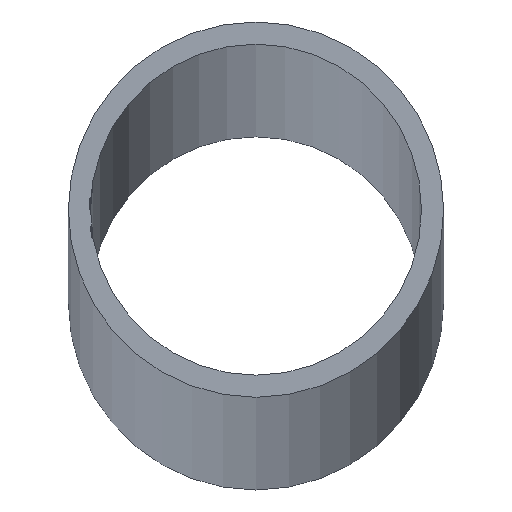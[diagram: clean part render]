
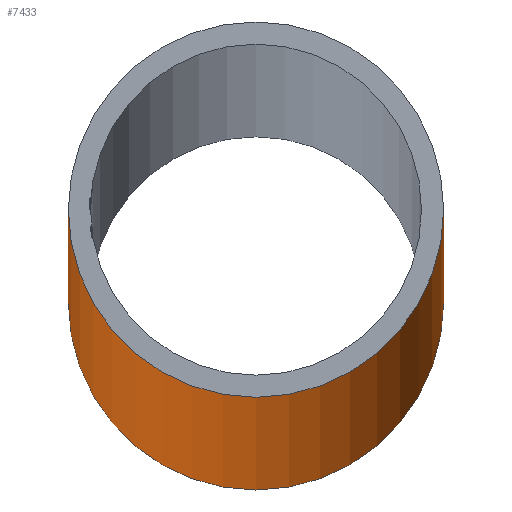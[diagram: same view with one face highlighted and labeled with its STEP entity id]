
A CAD part, top view. The second image highlights one B-rep face of the part: STEP entity #7433.
In plain terms, the highlighted cylindrical face has radius 21.2 mm (diameter 42.4 mm), a partial arc.
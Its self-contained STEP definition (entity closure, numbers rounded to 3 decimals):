
#35 = EDGE_CURVE ( 'NONE', #7469, #7649, #2643, .T. ) ;
#71 = ORIENTED_EDGE ( 'NONE', *, *, #1798, .F. ) ;
#228 = DIRECTION ( 'NONE',  ( 0., 0., 1. ) ) ;
#653 = DIRECTION ( 'NONE',  ( 0., 0., 1. ) ) ;
#659 = DIRECTION ( 'NONE',  ( 0., 0., 1. ) ) ;
#895 = ORIENTED_EDGE ( 'NONE', *, *, #35, .T. ) ;
#950 = CYLINDRICAL_SURFACE ( 'NONE', #1242, 21.2 ) ;
#993 = AXIS2_PLACEMENT_3D ( 'NONE', #1794, #5299, #7024 ) ;
#1065 = CARTESIAN_POINT ( 'NONE',  ( -21.2, 0., 0. ) ) ;
#1115 = EDGE_CURVE ( 'NONE', #11286, #7174, #2496, .T. ) ;
#1242 = AXIS2_PLACEMENT_3D ( 'NONE', #10661, #228, #1283 ) ;
#1283 = DIRECTION ( 'NONE',  ( 1., 0., 0. ) ) ;
#1458 = CARTESIAN_POINT ( 'NONE',  ( 21.2, 0., -6000. ) ) ;
#1658 = VECTOR ( 'NONE', #1808, 1000. ) ;
#1794 = CARTESIAN_POINT ( 'NONE',  ( 0., 0., -6000. ) ) ;
#1798 = EDGE_CURVE ( 'NONE', #7469, #11286, #2078, .T. ) ;
#1808 = DIRECTION ( 'NONE',  ( 0., 0., 1. ) ) ;
#2049 = CARTESIAN_POINT ( 'NONE',  ( 21.2, 0., 0. ) ) ;
#2078 = LINE ( 'NONE', #8078, #1658 ) ;
#2496 = CIRCLE ( 'NONE', #11348, 21.2 ) ;
#2643 = CIRCLE ( 'NONE', #993, 21.2 ) ;
#3216 = EDGE_LOOP ( 'NONE', ( #71, #895, #5370, #7990 ) ) ;
#3469 = EDGE_CURVE ( 'NONE', #7649, #7174, #5599, .T. ) ;
#3916 = CARTESIAN_POINT ( 'NONE',  ( -21.2, 0., -6000. ) ) ;
#4920 = FACE_OUTER_BOUND ( 'NONE', #3216, .T. ) ;
#5299 = DIRECTION ( 'NONE',  ( 0., 0., 1. ) ) ;
#5370 = ORIENTED_EDGE ( 'NONE', *, *, #3469, .T. ) ;
#5599 = LINE ( 'NONE', #11151, #9710 ) ;
#7024 = DIRECTION ( 'NONE',  ( 1., 0., 0. ) ) ;
#7174 = VERTEX_POINT ( 'NONE', #2049 ) ;
#7433 = ADVANCED_FACE ( 'NONE', ( #4920 ), #950, .T. ) ;
#7469 = VERTEX_POINT ( 'NONE', #3916 ) ;
#7646 = CARTESIAN_POINT ( 'NONE',  ( 0., 0., 0. ) ) ;
#7649 = VERTEX_POINT ( 'NONE', #1458 ) ;
#7990 = ORIENTED_EDGE ( 'NONE', *, *, #1115, .F. ) ;
#8078 = CARTESIAN_POINT ( 'NONE',  ( -21.2, 0., -6000. ) ) ;
#9710 = VECTOR ( 'NONE', #659, 1000. ) ;
#10661 = CARTESIAN_POINT ( 'NONE',  ( 0., 0., -6000. ) ) ;
#11144 = DIRECTION ( 'NONE',  ( 1., 0., 0. ) ) ;
#11151 = CARTESIAN_POINT ( 'NONE',  ( 21.2, 0., -6000. ) ) ;
#11286 = VERTEX_POINT ( 'NONE', #1065 ) ;
#11348 = AXIS2_PLACEMENT_3D ( 'NONE', #7646, #653, #11144 ) ;
